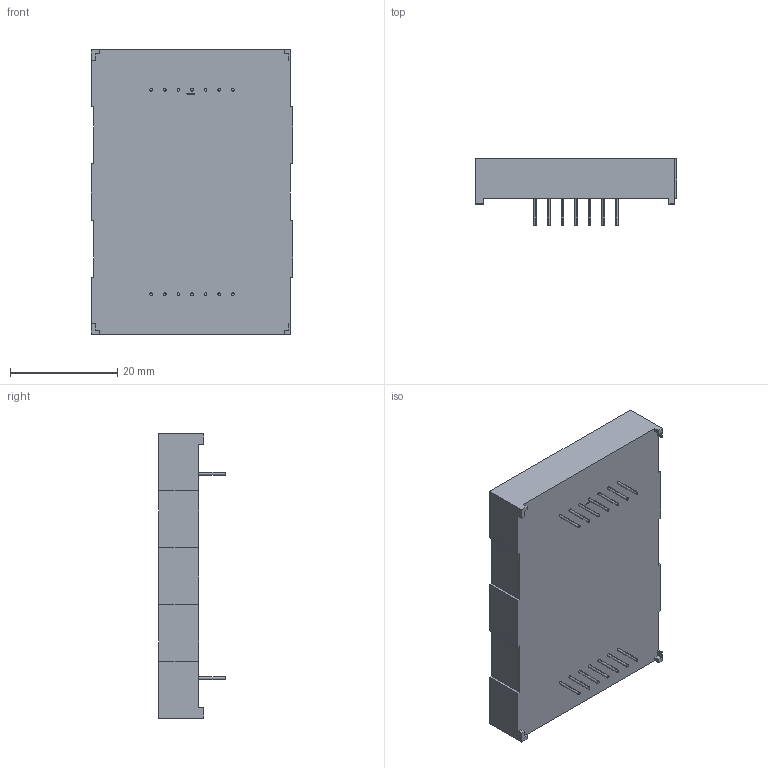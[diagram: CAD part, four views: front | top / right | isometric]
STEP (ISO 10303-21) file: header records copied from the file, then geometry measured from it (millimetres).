
FILE_DESCRIPTION (( 'STEP AP214' ), '1' );
FILE_NAME ('XMxx50.STEP', '2015-09-09T22:21:31', ( '' ), ( '' ), 'SwSTEP 2.0', 'SolidWorks 2012', '' );
FILE_SCHEMA (( 'AUTOMOTIVE_DESIGN' ));
Length unit declared in the file: millimetre
Products named in the file (1): XMxx50
Bounding box: 37.65 x 12.45 x 53 mm (x, y, z)
Volume: 14654.3 mm3; surface area: 5474.4 mm2
Topology: 1 solids, 1 shells, 379 faces, 936 edges, 624 vertices
Faces by surface type: plane 213, cylinder 98, bspline 68
Entity records: 16934 total; most frequent: CARTESIAN_POINT 5136, ORIENTED_EDGE 1872, DIRECTION 1620, EDGE_CURVE 936, VERTEX_POINT 624, LINE 604, VECTOR 604, AXIS2_PLACEMENT_3D 508
